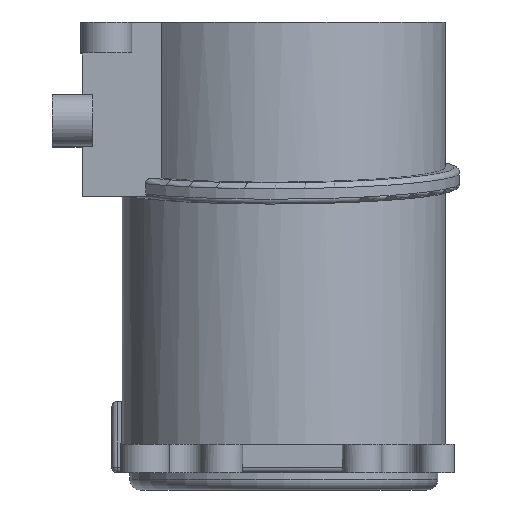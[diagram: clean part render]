
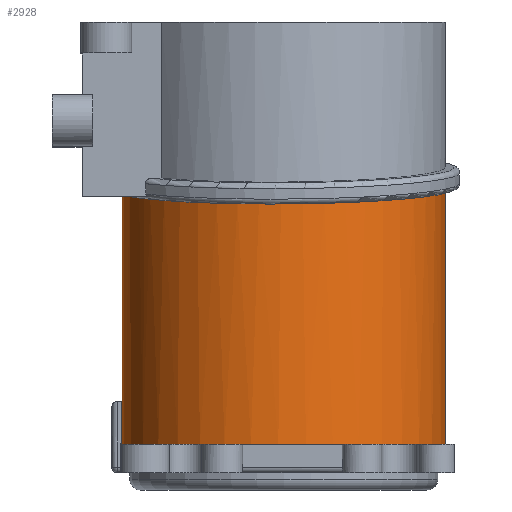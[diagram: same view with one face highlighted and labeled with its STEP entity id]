
A CAD part, front view. The second image highlights one B-rep face of the part: STEP entity #2928.
In plain terms, the highlighted cylindrical face has radius 3 mm (diameter 6 mm), a full revolution.
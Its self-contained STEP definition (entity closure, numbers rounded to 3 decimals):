
#927=PLANE('',#930);
#928=CARTESIAN_POINT('',(-9.338,-17.378,35.481));
#929=DIRECTION('',(0.,0.,1.));
#930=AXIS2_PLACEMENT_3D('',#928,#929,$);
#952=PLANE('',#955);
#953=CARTESIAN_POINT('',(-3.08,-17.59,35.611));
#954=DIRECTION('',(0.007,0.084,-0.996));
#955=AXIS2_PLACEMENT_3D('',#953,#954,$);
#961=PLANE('',#964);
#962=CARTESIAN_POINT('',(-10.075,-15.492,35.481));
#963=DIRECTION('',(0.,1.,0.));
#964=AXIS2_PLACEMENT_3D('',#962,#963,$);
#1025=CYLINDRICAL_SURFACE('',#1029,3.);
#1026=CARTESIAN_POINT('',(-6.338,-17.302,30.725));
#1027=DIRECTION('',(0.,0.,1.));
#1028=DIRECTION('',(3.,0.,0.));
#1029=AXIS2_PLACEMENT_3D('',#1026,#1027,#1028);
#1030=ELLIPSE('',#1031,3.011,3.);
#1031=AXIS2_PLACEMENT_3D('',#1032,#1033,#1034);
#1032=CARTESIAN_POINT('',(-6.338,-17.302,35.612));
#1033=DIRECTION('',(0.007,0.084,-0.996));
#1034=DIRECTION('',(0.248,2.99,0.253));
#1387=LINE('',#1389,#1390);
#1388=DIRECTION('',(0.,0.,1.));
#1389=CARTESIAN_POINT('',(-8.73,-15.492,30.725));
#1390=VECTOR('',#1388,1.);
#1420=CIRCLE('',#1421,3.);
#1421=AXIS2_PLACEMENT_3D('',#1422,#1423,#1424);
#1422=CARTESIAN_POINT('',(-6.338,-17.302,35.481));
#1423=DIRECTION('',(0.,0.,-1.));
#1424=DIRECTION('',(3.,0.,0.));
#1425=PLANE('',#1428);
#1426=CARTESIAN_POINT('',(-6.105,-17.211,30.893));
#1427=DIRECTION('',(0.,0.,1.));
#1428=AXIS2_PLACEMENT_3D('',#1426,#1427,$);
#1429=CIRCLE('',#1430,3.);
#1430=AXIS2_PLACEMENT_3D('',#1431,#1432,#1433);
#1431=CARTESIAN_POINT('',(-6.338,-17.302,30.893));
#1432=DIRECTION('',(0.,0.,-1.));
#1433=DIRECTION('',(3.,0.,0.));
#2578=VERTEX_POINT('',#2579);
#2579=CARTESIAN_POINT('',(-9.022,-18.642,35.481));
#2581=EDGE_CURVE('',#2583,#2578,#2582,.T.);
#2582=INTERSECTION_CURVE('',#1030,(#952,#1025),.CURVE_3D.);
#2583=VERTEX_POINT('',#2584);
#2584=CARTESIAN_POINT('',(-8.73,-15.492,35.747));
#2896=EDGE_CURVE('',#2898,#2583,#2897,.T.);
#2897=INTERSECTION_CURVE('',#1387,(#961,#1025),.CURVE_3D.);
#2898=VERTEX_POINT('',#2899);
#2899=CARTESIAN_POINT('',(-8.73,-15.492,35.481));
#2928=ADVANCED_FACE('',(#2929,#2936),#1025,.T.);
#2929=FACE_BOUND('',#2930,.T.);
#2930=EDGE_LOOP('',(#2931,#2932,#2935));
#2931=ORIENTED_EDGE('',*,*,#2581,.T.);
#2932=ORIENTED_EDGE('',*,*,#2933,.T.);
#2933=EDGE_CURVE('',#2578,#2898,#2934,.T.);
#2934=INTERSECTION_CURVE('',#1420,(#1025,#927),.CURVE_3D.);
#2935=ORIENTED_EDGE('',*,*,#2896,.T.);
#2936=FACE_BOUND('',#2937,.T.);
#2937=EDGE_LOOP('',(#2938));
#2938=ORIENTED_EDGE('',*,*,#2939,.F.);
#2939=EDGE_CURVE('',#2941,#2941,#2940,.T.);
#2940=INTERSECTION_CURVE('',#1429,(#1025,#1425),.CURVE_3D.);
#2941=VERTEX_POINT('',#2942);
#2942=CARTESIAN_POINT('',(-9.338,-17.302,30.893));
